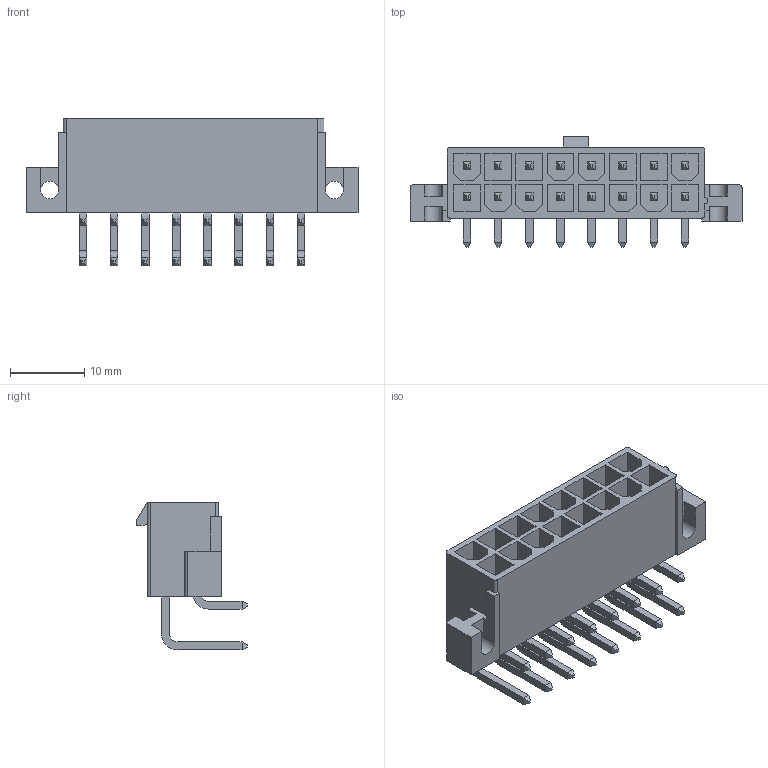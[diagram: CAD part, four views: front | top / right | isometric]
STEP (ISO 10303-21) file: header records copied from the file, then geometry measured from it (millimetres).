
FILE_DESCRIPTION((''),'2;1');
FILE_NAME('039291168','2019-12-25T',('gga'),(''),'PRO/ENGINEER BY PARAMETRIC TECHNOLOGY CORPORATION, 2016010','PRO/ENGINEER BY PARAMETRIC TECHNOLOGY CORPORATION, 2016010','');
FILE_SCHEMA(('CONFIG_CONTROL_DESIGN'));
Length unit declared in the file: millimetre
Products named in the file (1): 039291168
Bounding box: 44.8 x 14.9 x 19.93 mm (x, y, z)
Volume: 2983.8 mm3; surface area: 5228.7 mm2
Topology: 1 solids, 1 shells, 481 faces, 1203 edges, 770 vertices
Faces by surface type: plane 438, cylinder 43
Entity records: 13980 total; most frequent: CARTESIAN_POINT 2415, ORIENTED_EDGE 2330, DIRECTION 2289, EDGE_CURVE 1165, VECTOR 1081, LINE 1081, VERTEX_POINT 730, AXIS2_PLACEMENT_3D 604
